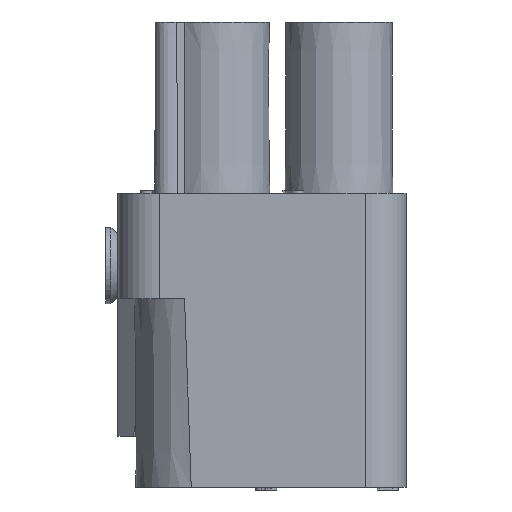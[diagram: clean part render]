
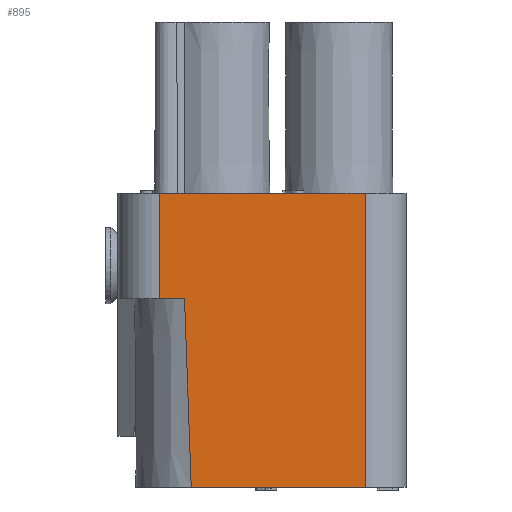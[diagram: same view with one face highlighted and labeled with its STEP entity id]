
A CAD part, front view. The second image highlights one B-rep face of the part: STEP entity #895.
In plain terms, the highlighted planar face has unit normal (0, -1, 0).
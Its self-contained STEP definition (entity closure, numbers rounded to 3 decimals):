
#498=FACE_OUTER_BOUND('',#3001,.T.);
#895=ADVANCED_FACE('',(#498),#1166,.F.);
#1166=PLANE('',#8666);
#1480=LINE('',#10717,#2048);
#1504=LINE('',#10982,#2072);
#1768=LINE('',#13354,#2336);
#1968=LINE('',#14068,#2536);
#1969=LINE('',#14070,#2537);
#2048=VECTOR('',#8784,1.);
#2072=VECTOR('',#8886,1.);
#2336=VECTOR('',#9830,1.);
#2536=VECTOR('',#10336,1.);
#2537=VECTOR('',#10339,1.);
#3001=EDGE_LOOP('',(#5105,#5106,#5107,#5108,#5109,#5110));
#5105=ORIENTED_EDGE('',*,*,#6539,.F.);
#5106=ORIENTED_EDGE('',*,*,#7190,.T.);
#5107=ORIENTED_EDGE('',*,*,#7482,.F.);
#5108=ORIENTED_EDGE('',*,*,#7483,.F.);
#5109=ORIENTED_EDGE('',*,*,#6459,.F.);
#5110=ORIENTED_EDGE('',*,*,#7481,.T.);
#5607=VERTEX_POINT('',#10716);
#5608=VERTEX_POINT('',#10718);
#5687=VERTEX_POINT('',#10981);
#5688=VERTEX_POINT('',#10983);
#6145=VERTEX_POINT('',#13353);
#6319=VERTEX_POINT('',#14071);
#6459=EDGE_CURVE('',#5607,#5608,#1480,.T.);
#6539=EDGE_CURVE('',#5687,#5688,#1504,.T.);
#7190=EDGE_CURVE('',#5687,#6145,#1768,.T.);
#7481=EDGE_CURVE('',#5607,#5688,#1968,.T.);
#7482=EDGE_CURVE('',#6319,#6145,#1969,.T.);
#7483=EDGE_CURVE('',#5608,#6319,#7995,.T.);
#7995=B_SPLINE_CURVE_WITH_KNOTS('',3,(#14072,#14073,#14074,#14075),
 .UNSPECIFIED.,.F.,.F.,(4,4),(0.,1.),.UNSPECIFIED.);
#8666=AXIS2_PLACEMENT_3D('',#14076,#10340,#10341);
#8784=DIRECTION('',(-1.,0.,0.));
#8886=DIRECTION('',(1.,0.,0.));
#9830=DIRECTION('',(0.,0.,-1.));
#10336=DIRECTION('',(0.,0.,1.));
#10339=DIRECTION('',(-1.,0.,0.));
#10340=DIRECTION('',(0.,1.,0.));
#10341=DIRECTION('',(1.,0.,0.));
#10716=CARTESIAN_POINT('',(6.35,-10.45,-16.05));
#10717=CARTESIAN_POINT('',(6.35,-10.45,-16.05));
#10718=CARTESIAN_POINT('',(-6.241,-10.45,-16.05));
#10981=CARTESIAN_POINT('',(-8.55,-10.45,5.25));
#10982=CARTESIAN_POINT('',(-8.55,-10.45,5.25));
#10983=CARTESIAN_POINT('',(6.35,-10.45,5.25));
#13353=CARTESIAN_POINT('',(-8.55,-10.45,-2.4));
#13354=CARTESIAN_POINT('',(-8.55,-10.45,5.25));
#14068=CARTESIAN_POINT('',(6.35,-10.45,-16.05));
#14070=CARTESIAN_POINT('',(-6.729,-10.45,-2.4));
#14071=CARTESIAN_POINT('',(-6.729,-10.45,-2.4));
#14072=CARTESIAN_POINT('',(-6.241,-10.45,-16.05));
#14073=CARTESIAN_POINT('',(-6.403,-10.45,-12.369));
#14074=CARTESIAN_POINT('',(-6.565,-10.45,-7.819));
#14075=CARTESIAN_POINT('',(-6.729,-10.45,-2.4));
#14076=CARTESIAN_POINT('',(-1.1,-10.45,-5.4));
